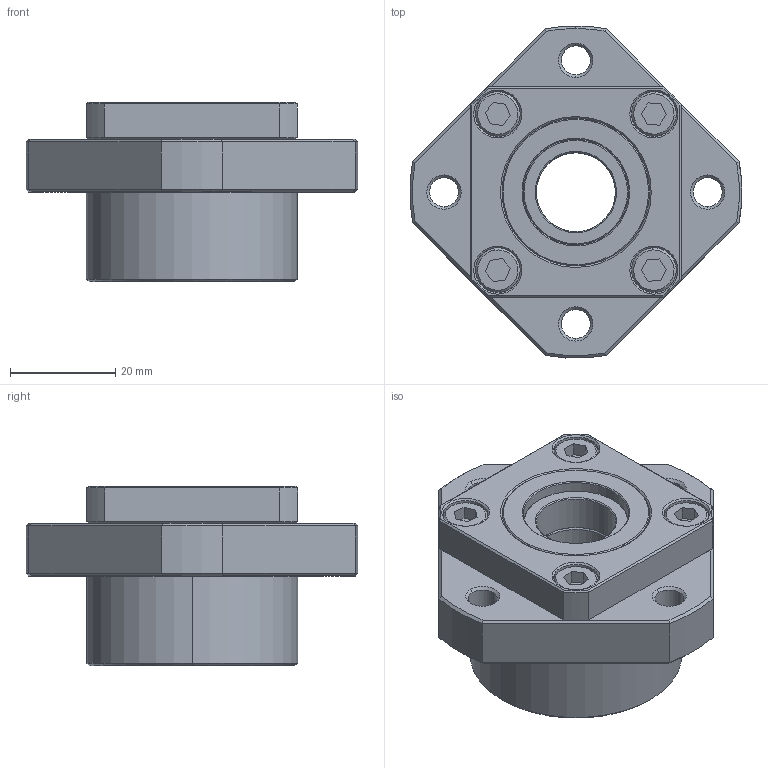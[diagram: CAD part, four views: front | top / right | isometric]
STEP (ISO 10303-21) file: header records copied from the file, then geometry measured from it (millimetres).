
FILE_DESCRIPTION (( 'STEP AP203' ), '1' );
FILE_NAME ('FK 15.STEP', '2014-10-24T07:10:17', ( 'star' ), ( '' ), 'SwSTEP 2.0', 'SolidWorks 2013', '' );
FILE_SCHEMA (( 'CONFIG_CONTROL_DESIGN' ));
Length unit declared in the file: millimetre
Products named in the file (7): FK 15 BLOCK; #7002A(15X32X9); FK 15 COLLAR; M5X8; FK 15; FK 15 OILSEAL; FK 15 COVER
Assembly tree (12 placements, depth 2):
  FK 15
    FK 15 COLLAR  x2
    FK 15 OILSEAL  x2
    FK 15 BLOCK
    M5X8  x4
    FK 15 COVER
    #7002A(15X32X9)  x2
Bounding box: 62.94 x 62.94 x 34 mm (x, y, z)
Volume: 44525.1 mm3; surface area: 30483.2 mm2
Topology: 12 solids, 12 shells, 502 faces, 1423 edges, 853 vertices
Faces by surface type: plane 151, cone 120, bspline 108, cylinder 107, torus 16
Entity records: 18202 total; most frequent: CARTESIAN_POINT 8572, ORIENTED_EDGE 1910, DIRECTION 1702, EDGE_CURVE 955, AXIS2_PLACEMENT_3D 652, VERTEX_POINT 611, EDGE_LOOP 426, VECTOR 398
